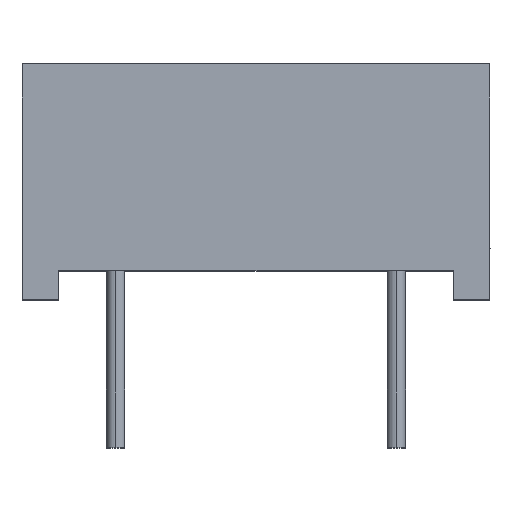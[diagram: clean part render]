
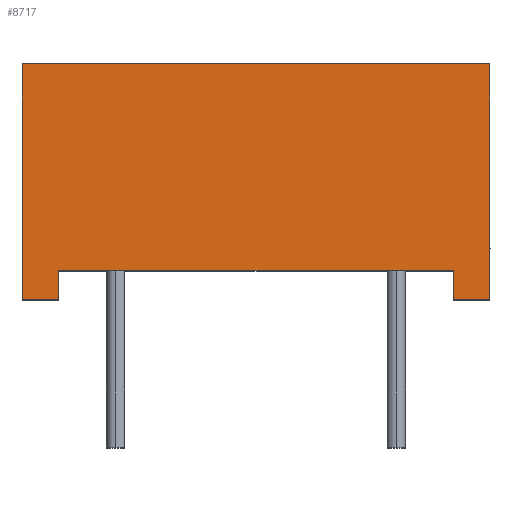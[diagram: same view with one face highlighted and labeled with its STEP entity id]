
A CAD part, top view. The second image highlights one B-rep face of the part: STEP entity #8717.
In plain terms, the highlighted planar face has unit normal (0, 0, 1).
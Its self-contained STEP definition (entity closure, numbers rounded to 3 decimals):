
#58 = CARTESIAN_POINT ( 'NONE',  ( 6.35, 0., 8.89 ) ) ;
#65 = VERTEX_POINT ( 'NONE', #21895 ) ;
#119 = VERTEX_POINT ( 'NONE', #22028 ) ;
#123 = EDGE_CURVE ( 'NONE', #119, #65, #22021, .T. ) ;
#226 = VERTEX_POINT ( 'NONE', #22258 ) ;
#477 = EDGE_CURVE ( 'NONE', #65, #226, #23057, .T. ) ;
#803 = EDGE_CURVE ( 'NONE', #15668, #119, #23950, .T. ) ;
#806 = EDGE_CURVE ( 'NONE', #8591, #2460, #23979, .T. ) ;
#807 = ORIENTED_EDGE ( 'NONE', *, *, #15921, .F. ) ;
#808 = ORIENTED_EDGE ( 'NONE', *, *, #8786, .T. ) ;
#809 = ORIENTED_EDGE ( 'NONE', *, *, #806, .T. ) ;
#1261 = CARTESIAN_POINT ( 'NONE',  ( -6.35, 3.2, 8.89 ) ) ;
#1282 = DIRECTION ( 'NONE',  ( 0., -1., 0. ) ) ;
#1283 = VECTOR ( 'NONE', #1282, 1000. ) ;
#1284 = CARTESIAN_POINT ( 'NONE',  ( -5.35, 0., 8.89 ) ) ;
#1285 = LINE ( 'NONE', #1284, #1283 ) ;
#1487 = AXIS2_PLACEMENT_3D ( 'NONE', #1544, #1543, #1542 ) ;
#1488 = PLANE ( 'NONE',  #1487 ) ;
#1504 = FACE_OUTER_BOUND ( 'NONE', #8617, .T. ) ;
#1542 = DIRECTION ( 'NONE',  ( -1., 0., 0. ) ) ;
#1543 = DIRECTION ( 'NONE',  ( 0., 0., -1. ) ) ;
#1544 = CARTESIAN_POINT ( 'NONE',  ( 6.35, 0., 8.89 ) ) ;
#1692 = LINE ( 'NONE', #1753, #1752 ) ;
#1751 = DIRECTION ( 'NONE',  ( -1., 0., 0. ) ) ;
#1752 = VECTOR ( 'NONE', #1751, 1000. ) ;
#1753 = CARTESIAN_POINT ( 'NONE',  ( 6.35, 3.2, 8.89 ) ) ;
#2278 = VERTEX_POINT ( 'NONE', #24610 ) ;
#2380 = EDGE_CURVE ( 'NONE', #2278, #2460, #24609, .T. ) ;
#2392 = LINE ( 'NONE', #58, #2453 ) ;
#2394 = CARTESIAN_POINT ( 'NONE',  ( 6.35, 3.2, 8.89 ) ) ;
#2404 = CARTESIAN_POINT ( 'NONE',  ( 6.35, -3.2, 8.89 ) ) ;
#2452 = DIRECTION ( 'NONE',  ( 0., -1., 0. ) ) ;
#2453 = VECTOR ( 'NONE', #2452, 1000. ) ;
#2460 = VERTEX_POINT ( 'NONE', #24605 ) ;
#8489 = ORIENTED_EDGE ( 'NONE', *, *, #123, .F. ) ;
#8491 = ORIENTED_EDGE ( 'NONE', *, *, #477, .F. ) ;
#8497 = ORIENTED_EDGE ( 'NONE', *, *, #803, .F. ) ;
#8591 = VERTEX_POINT ( 'NONE', #1261 ) ;
#8617 = EDGE_LOOP ( 'NONE', ( #8619, #8618, #8491, #8489, #8497, #807, #808, #809 ) ) ;
#8618 = ORIENTED_EDGE ( 'NONE', *, *, #8620, .F. ) ;
#8619 = ORIENTED_EDGE ( 'NONE', *, *, #2380, .F. ) ;
#8620 = EDGE_CURVE ( 'NONE', #226, #2278, #1285, .T. ) ;
#8717 = ADVANCED_FACE ( 'NONE', ( #1504 ), #1488, .F. ) ;
#8786 = EDGE_CURVE ( 'NONE', #15906, #8591, #1692, .T. ) ;
#15668 = VERTEX_POINT ( 'NONE', #2404 ) ;
#15906 = VERTEX_POINT ( 'NONE', #2394 ) ;
#15921 = EDGE_CURVE ( 'NONE', #15906, #15668, #2392, .T. ) ;
#21895 = CARTESIAN_POINT ( 'NONE',  ( 5.35, -2.4, 8.89 ) ) ;
#22018 = DIRECTION ( 'NONE',  ( 0., 1., 0. ) ) ;
#22019 = VECTOR ( 'NONE', #22018, 1000. ) ;
#22020 = CARTESIAN_POINT ( 'NONE',  ( 5.35, 0., 8.89 ) ) ;
#22021 = LINE ( 'NONE', #22020, #22019 ) ;
#22028 = CARTESIAN_POINT ( 'NONE',  ( 5.35, -3.2, 8.89 ) ) ;
#22258 = CARTESIAN_POINT ( 'NONE',  ( -5.35, -2.4, 8.89 ) ) ;
#23054 = DIRECTION ( 'NONE',  ( -1., 0., 0. ) ) ;
#23055 = VECTOR ( 'NONE', #23054, 1000. ) ;
#23056 = CARTESIAN_POINT ( 'NONE',  ( -11.203, -2.4, 8.89 ) ) ;
#23057 = LINE ( 'NONE', #23056, #23055 ) ;
#23942 = DIRECTION ( 'NONE',  ( -1., 0., 0. ) ) ;
#23943 = VECTOR ( 'NONE', #23942, 1000. ) ;
#23944 = CARTESIAN_POINT ( 'NONE',  ( 6.35, -3.2, 8.89 ) ) ;
#23950 = LINE ( 'NONE', #23944, #23943 ) ;
#23972 = DIRECTION ( 'NONE',  ( 0., -1., 0. ) ) ;
#23973 = VECTOR ( 'NONE', #23972, 1000. ) ;
#23974 = CARTESIAN_POINT ( 'NONE',  ( -6.35, 0., 8.89 ) ) ;
#23979 = LINE ( 'NONE', #23974, #23973 ) ;
#24605 = CARTESIAN_POINT ( 'NONE',  ( -6.35, -3.2, 8.89 ) ) ;
#24606 = DIRECTION ( 'NONE',  ( -1., 0., 0. ) ) ;
#24607 = VECTOR ( 'NONE', #24606, 1000. ) ;
#24608 = CARTESIAN_POINT ( 'NONE',  ( 6.35, -3.2, 8.89 ) ) ;
#24609 = LINE ( 'NONE', #24608, #24607 ) ;
#24610 = CARTESIAN_POINT ( 'NONE',  ( -5.35, -3.2, 8.89 ) ) ;
